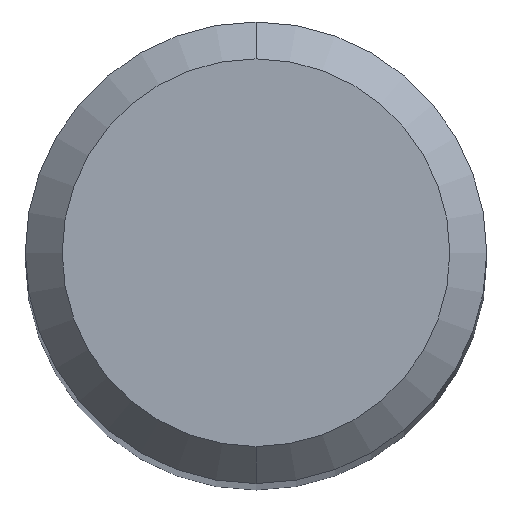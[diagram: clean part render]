
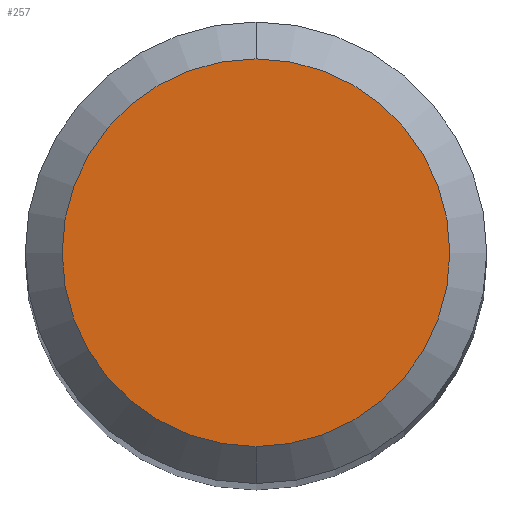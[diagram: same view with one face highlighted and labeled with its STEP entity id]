
A CAD part, top view. The second image highlights one B-rep face of the part: STEP entity #257.
In plain terms, the highlighted planar face has unit normal (0, 0, 1).
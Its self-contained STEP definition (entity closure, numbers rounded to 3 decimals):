
#183=EDGE_CURVE('',#367,#423,#490,.T.);
#257=ADVANCED_FACE('',(#569),#570,.T.);
#303=EDGE_CURVE('',#423,#367,#623,.T.);
#367=VERTEX_POINT('',#691);
#423=VERTEX_POINT('',#755);
#490=CIRCLE('',#822,2.1);
#569=FACE_OUTER_BOUND('',#1014,.T.);
#570=PLANE('',#1015);
#623=CIRCLE('',#1108,2.1);
#691=CARTESIAN_POINT('',(0.,-2.1,0.0));
#755=CARTESIAN_POINT('',(0.0,2.1,0.0));
#822=AXIS2_PLACEMENT_3D('',#1446,#1447,#1448);
#1014=EDGE_LOOP('',(#1521,#1522));
#1015=AXIS2_PLACEMENT_3D('',#1523,#1524,#1525);
#1108=AXIS2_PLACEMENT_3D('',#1593,#1594,#1595);
#1446=CARTESIAN_POINT('',(0.0,0.0,0.0));
#1447=DIRECTION('',(0.0,0.0,-1.0));
#1448=DIRECTION('',(0.0,1.0,0.0));
#1521=ORIENTED_EDGE('',*,*,#303,.F.);
#1522=ORIENTED_EDGE('',*,*,#183,.F.);
#1523=CARTESIAN_POINT('',(0.0,1.05,0.0));
#1524=DIRECTION('',(-0.0,0.0,1.0));
#1525=DIRECTION('',(0.0,-1.0,0.0));
#1593=CARTESIAN_POINT('',(0.0,0.0,0.0));
#1594=DIRECTION('',(0.0,0.0,-1.0));
#1595=DIRECTION('',(0.0,1.0,0.0));
